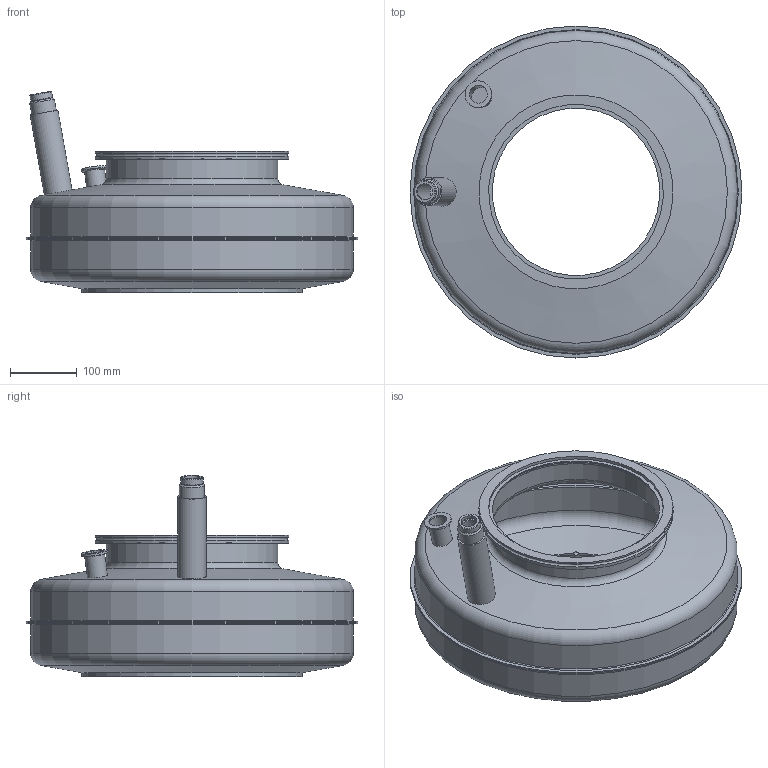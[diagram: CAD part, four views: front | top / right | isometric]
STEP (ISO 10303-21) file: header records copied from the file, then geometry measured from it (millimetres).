
FILE_DESCRIPTION(('STEP AP242'), '1');
FILE_NAME('櫻蠉錪', '2023-06-29T06:56:33', (''), (''), 'C3D Converter', 'C3D Toolkit', '');
FILE_SCHEMA(('AP242_MANAGED_MODEL_BASED_3D_ENGINEERING_MIM_LF { 1 0 10303 442 1 1 4 }'));
Length unit declared in the file: millimetre
Bounding box: 496 x 496 x 300.64 mm (x, y, z)
Surface area: 606375.5 mm2 (no closed solid volume)
Topology: 0 solids, 32 shells, 1222 faces, 4489 edges, 3303 vertices
Faces by surface type: cylinder 674, plane 511, cone 31, torus 6
Full cylindrical faces by diameter (mm): 8.376 x12, 24 x1, 27 x1, 30 x1, 33 x1, 37.5 x1, 38 x1, 40 x1, 42 x1, 256 x1, 257 x1, 261 x2, 274 x1, 286 x1, 290 x2, 330 x1, 482 x2, 496 x2
Entity records: 61254 total; most frequent: CARTESIAN_POINT 30453, ORIENTED_EDGE 6464, DIRECTION 4735, EDGE_CURVE 4407, VERTEX_POINT 3291, LINE 1609, VECTOR 1609, B_SPLINE_CURVE_WITH_KNOTS 1588
